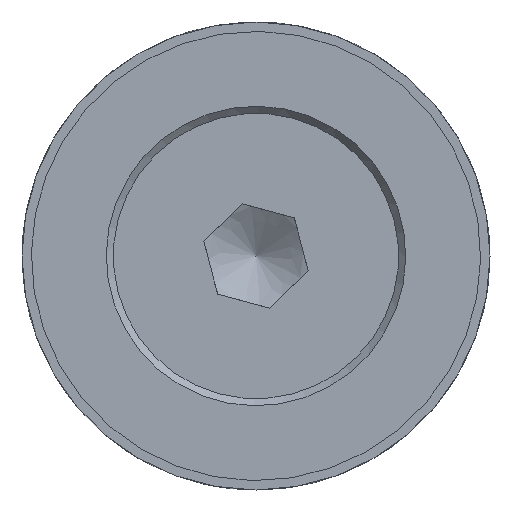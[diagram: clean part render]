
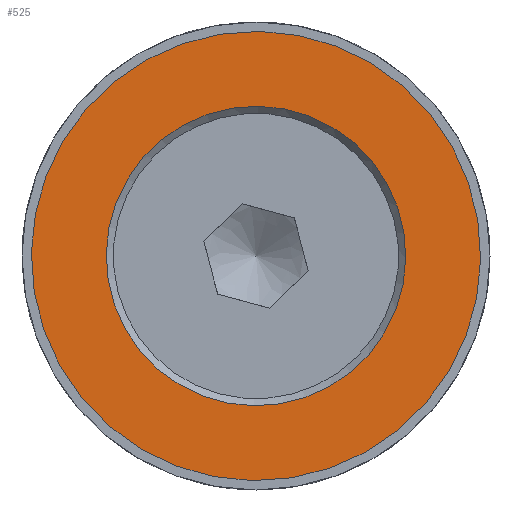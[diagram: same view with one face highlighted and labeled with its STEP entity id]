
A CAD part, front view. The second image highlights one B-rep face of the part: STEP entity #525.
In plain terms, the highlighted face is planar.
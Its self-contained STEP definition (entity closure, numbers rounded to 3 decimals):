
#525=ADVANCED_FACE('',(#842,#844),#846,.T.);
#842=FACE_BOUND('',#843,.T.);
#843=EDGE_LOOP('',(#1023));
#844=FACE_BOUND('',#845,.T.);
#845=EDGE_LOOP('',(#1024));
#846=PLANE('',#847);
#847=AXIS2_PLACEMENT_3D('',#848,#849,#850);
#848=CARTESIAN_POINT('',(0.,5.,0.));
#849=DIRECTION('',(-0.,1.,0.));
#850=DIRECTION('',(1.,0.,0.));
#1023=ORIENTED_EDGE('',*,*,#1105,.T.);
#1024=ORIENTED_EDGE('',*,*,#1106,.T.);
#1105=EDGE_CURVE('',#1169,#1169,#1170,.T.);
#1106=EDGE_CURVE('',#1171,#1171,#1172,.F.);
#1169=VERTEX_POINT('',#1439);
#1170=CIRCLE('',#1440,12.);
#1171=VERTEX_POINT('',#1444);
#1172=CIRCLE('',#1445,8.);
#1439=CARTESIAN_POINT('',(12.,5.,0.));
#1440=AXIS2_PLACEMENT_3D('',#1441,#1442,#1443);
#1441=CARTESIAN_POINT('',(0.,5.,0.));
#1442=DIRECTION('',(-0.,1.,0.));
#1443=DIRECTION('',(1.,0.,0.));
#1444=CARTESIAN_POINT('',(8.,5.,0.));
#1445=AXIS2_PLACEMENT_3D('',#1446,#1447,#1448);
#1446=CARTESIAN_POINT('',(0.,5.,0.));
#1447=DIRECTION('',(-0.,1.,0.));
#1448=DIRECTION('',(1.,0.,0.));
